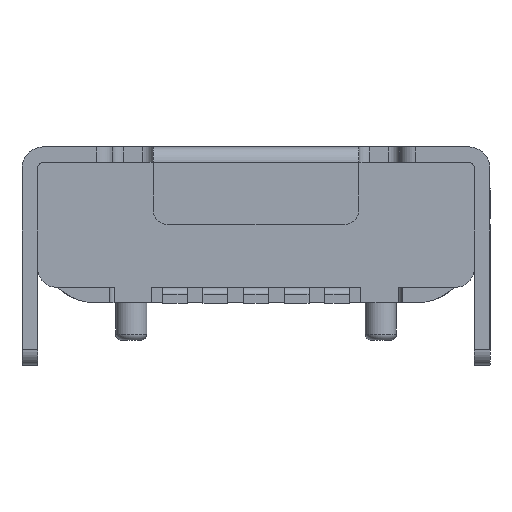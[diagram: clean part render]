
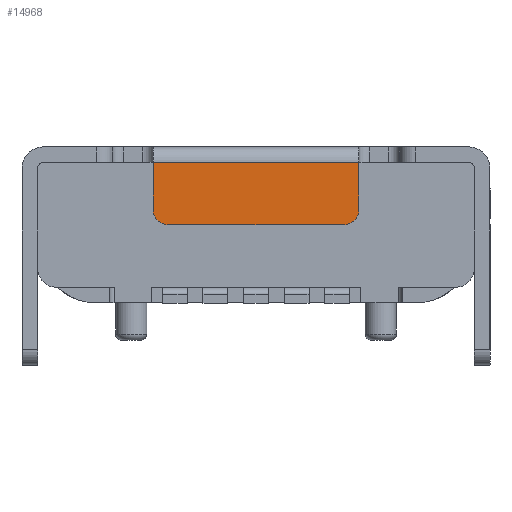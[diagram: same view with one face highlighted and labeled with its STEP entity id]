
A CAD part, front view. The second image highlights one B-rep face of the part: STEP entity #14968.
In plain terms, the highlighted planar face has unit normal (0, -1, 0).
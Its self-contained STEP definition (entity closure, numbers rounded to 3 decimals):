
#208 = VECTOR ( 'NONE', #570, 1000. ) ;
#374 = DIRECTION ( 'NONE',  ( 1., 0., 0. ) ) ;
#570 = DIRECTION ( 'NONE',  ( 0., 0., -1. ) ) ;
#625 = AXIS2_PLACEMENT_3D ( 'NONE', #20881, #3785, #11406 ) ;
#672 = LINE ( 'NONE', #22081, #8979 ) ;
#1802 = EDGE_CURVE ( 'NONE', #4708, #8330, #17727, .T. ) ;
#1809 = PLANE ( 'NONE',  #625 ) ;
#3502 = CARTESIAN_POINT ( 'NONE',  ( 1.4, -2.85, 1.55 ) ) ;
#3785 = DIRECTION ( 'NONE',  ( 0., 1., 0. ) ) ;
#3996 = CARTESIAN_POINT ( 'NONE',  ( 1.65, -2.85, 1.55 ) ) ;
#4652 = VERTEX_POINT ( 'NONE', #3996 ) ;
#4708 = VERTEX_POINT ( 'NONE', #8107 ) ;
#4844 = ORIENTED_EDGE ( 'NONE', *, *, #23763, .T. ) ;
#4965 = DIRECTION ( 'NONE',  ( 0., 0., 1. ) ) ;
#4997 = DIRECTION ( 'NONE',  ( 0., 0., 1. ) ) ;
#5975 = CARTESIAN_POINT ( 'NONE',  ( 1.65, -2.85, 0.049 ) ) ;
#6410 = EDGE_LOOP ( 'NONE', ( #22191, #21006, #7307, #4844, #10322, #14431 ) ) ;
#7307 = ORIENTED_EDGE ( 'NONE', *, *, #12395, .F. ) ;
#7504 = LINE ( 'NONE', #5975, #208 ) ;
#8107 = CARTESIAN_POINT ( 'NONE',  ( -1.65, -2.85, 1.55 ) ) ;
#8330 = VERTEX_POINT ( 'NONE', #23545 ) ;
#8891 = CARTESIAN_POINT ( 'NONE',  ( -1.4, -2.85, 1.55 ) ) ;
#8979 = VECTOR ( 'NONE', #4965, 1000. ) ;
#9807 = LINE ( 'NONE', #17477, #17555 ) ;
#10127 = CARTESIAN_POINT ( 'NONE',  ( 1.65, -2.85, 2.3 ) ) ;
#10322 = ORIENTED_EDGE ( 'NONE', *, *, #20568, .F. ) ;
#11406 = DIRECTION ( 'NONE',  ( 0., 0., 1. ) ) ;
#11549 = LINE ( 'NONE', #16961, #23662 ) ;
#12395 = EDGE_CURVE ( 'NONE', #18357, #4652, #7504, .T. ) ;
#12580 = VERTEX_POINT ( 'NONE', #16170 ) ;
#14431 = ORIENTED_EDGE ( 'NONE', *, *, #1802, .T. ) ;
#14968 = ADVANCED_FACE ( 'NONE', ( #19420 ), #1809, .F. ) ;
#15075 = DIRECTION ( 'NONE',  ( -1., 0., 0. ) ) ;
#15136 = DIRECTION ( 'NONE',  ( 0., -1., 0. ) ) ;
#16170 = CARTESIAN_POINT ( 'NONE',  ( 1.4, -2.85, 1.3 ) ) ;
#16248 = EDGE_CURVE ( 'NONE', #12580, #4652, #19478, .T. ) ;
#16961 = CARTESIAN_POINT ( 'NONE',  ( -1.65, -2.85, 2.3 ) ) ;
#16990 = EDGE_CURVE ( 'NONE', #8330, #12580, #9807, .T. ) ;
#17477 = CARTESIAN_POINT ( 'NONE',  ( -1.65, -2.85, 1.3 ) ) ;
#17555 = VECTOR ( 'NONE', #374, 1000. ) ;
#17727 = CIRCLE ( 'NONE', #23637, 0.25 ) ;
#17874 = VERTEX_POINT ( 'NONE', #21783 ) ;
#18357 = VERTEX_POINT ( 'NONE', #10127 ) ;
#19420 = FACE_OUTER_BOUND ( 'NONE', #6410, .T. ) ;
#19478 = CIRCLE ( 'NONE', #21434, 0.25 ) ;
#19920 = DIRECTION ( 'NONE',  ( 0., -1., 0. ) ) ;
#20568 = EDGE_CURVE ( 'NONE', #4708, #17874, #672, .T. ) ;
#20881 = CARTESIAN_POINT ( 'NONE',  ( -3.75, -2.85, 2.55 ) ) ;
#21006 = ORIENTED_EDGE ( 'NONE', *, *, #16248, .T. ) ;
#21434 = AXIS2_PLACEMENT_3D ( 'NONE', #3502, #15136, #4997 ) ;
#21783 = CARTESIAN_POINT ( 'NONE',  ( -1.65, -2.85, 2.3 ) ) ;
#22081 = CARTESIAN_POINT ( 'NONE',  ( -1.65, -2.85, 0.049 ) ) ;
#22191 = ORIENTED_EDGE ( 'NONE', *, *, #16990, .T. ) ;
#23545 = CARTESIAN_POINT ( 'NONE',  ( -1.4, -2.85, 1.3 ) ) ;
#23637 = AXIS2_PLACEMENT_3D ( 'NONE', #8891, #19920, #23859 ) ;
#23662 = VECTOR ( 'NONE', #15075, 1000. ) ;
#23763 = EDGE_CURVE ( 'NONE', #18357, #17874, #11549, .T. ) ;
#23859 = DIRECTION ( 'NONE',  ( 0., 0., 1. ) ) ;
